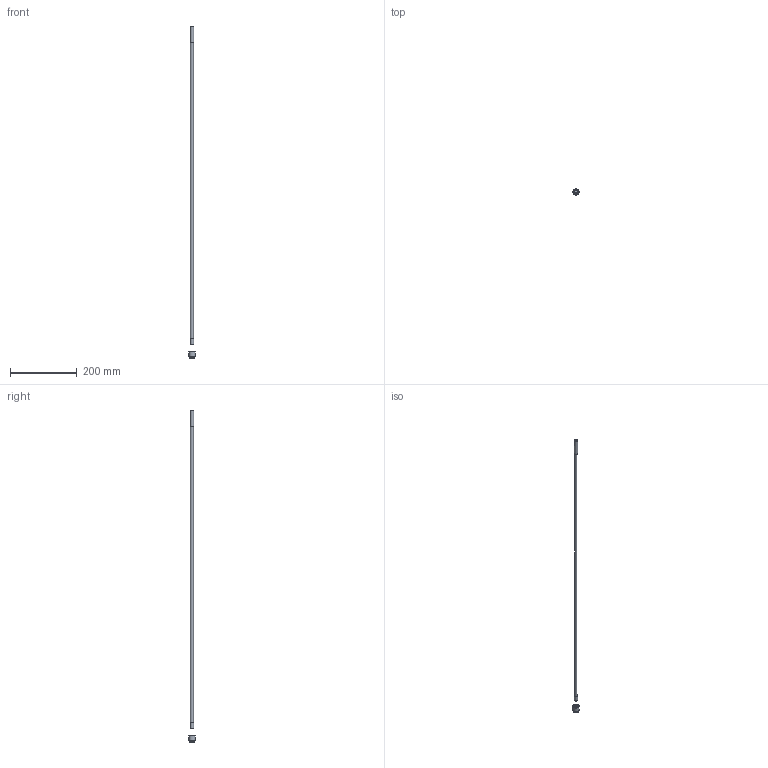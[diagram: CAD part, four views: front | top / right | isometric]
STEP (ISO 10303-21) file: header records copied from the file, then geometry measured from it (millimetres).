
FILE_DESCRIPTION(/* description */ (''),/* implementation_level */ '2;1');
FILE_NAME(/* name */ 'GJ10530RP.stp',/* time_stamp */ '2019-08-05T16:25:21+02:00',/* author */ ('DOMINIQUE'),/* organization */ (''),/* preprocessor_version */ 'ST-DEVELOPER v17.2',/* originating_system */ 'Autodesk Inventor 2019',/* authorisation */ '');
FILE_SCHEMA (('AUTOMOTIVE_DESIGN { 1 0 10303 214 3 1 1 }'));
Length unit declared in the file: millimetre
Products named in the file (3): GJ10530RP; 22858; 23964
Assembly tree (2 placements, depth 2):
  GJ10530RP
    22858
    23964
Bounding box: 19 x 19 x 993 mm (x, y, z)
Volume: 65896.9 mm3; surface area: 29314 mm2
Topology: 2 solids, 2 shells, 17 faces, 33 edges, 22 vertices
Faces by surface type: cone 6, plane 6, cylinder 5
Full cylindrical faces by diameter (mm): 8.376 x1, 9 x1, 10 x2, 19 x1
Entity records: 555 total; most frequent: DIRECTION 99, CARTESIAN_POINT 77, ORIENTED_EDGE 66, AXIS2_PLACEMENT_3D 44, EDGE_CURVE 33, CIRCLE 22, VERTEX_POINT 22, EDGE_LOOP 21
